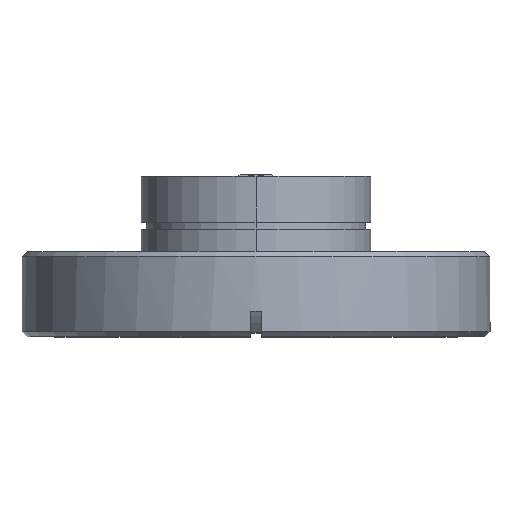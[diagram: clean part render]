
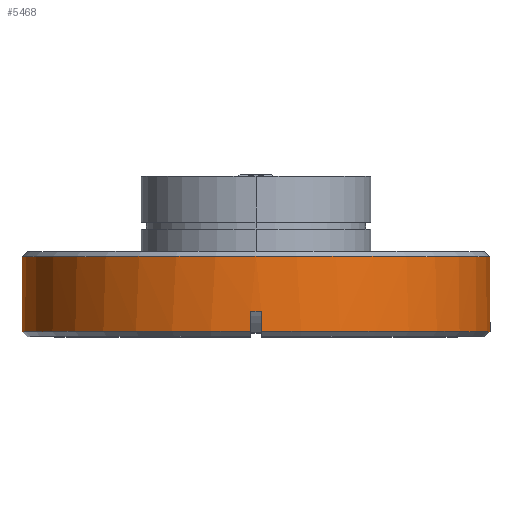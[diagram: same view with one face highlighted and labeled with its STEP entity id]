
A CAD part, top view. The second image highlights one B-rep face of the part: STEP entity #5468.
In plain terms, the highlighted cylindrical face has radius 34.925 mm (diameter 69.85 mm), a partial arc.
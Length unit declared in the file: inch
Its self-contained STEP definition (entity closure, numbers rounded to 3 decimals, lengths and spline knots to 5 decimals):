
#78 = B_SPLINE_CURVE_WITH_KNOTS ( 'NONE', 3,
 ( #899, #893, #865, #862 ),
 .UNSPECIFIED., .F., .F.,
 ( 4, 4 ),
 ( 0.0269, 0.02848 ),
 .UNSPECIFIED. ) ;
#361 = DIRECTION ( 'NONE',  ( 0., 1., 0. ) ) ;
#362 = CARTESIAN_POINT ( 'NONE',  ( 0.031, 0., 1.32349 ) ) ;
#434 = ORIENTED_EDGE ( 'NONE', *, *, #2831, .T. ) ;
#454 = ORIENTED_EDGE ( 'NONE', *, *, #2819, .F. ) ;
#461 = ORIENTED_EDGE ( 'NONE', *, *, #2833, .T. ) ;
#463 = ORIENTED_EDGE ( 'NONE', *, *, #2720, .F. ) ;
#477 = ORIENTED_EDGE ( 'NONE', *, *, #2730, .F. ) ;
#537 = AXIS2_PLACEMENT_3D ( 'NONE', #1804, #1803, #1800 ) ;
#856 = CARTESIAN_POINT ( 'NONE',  ( 0., -0.03, -0.05116 ) ) ;
#862 = CARTESIAN_POINT ( 'NONE',  ( -0.031, -0.35212, 1.32349 ) ) ;
#865 = CARTESIAN_POINT ( 'NONE',  ( -0.01032, -0.35206, 1.32396 ) ) ;
#866 = CARTESIAN_POINT ( 'NONE',  ( 0., -0.47, -0.05116 ) ) ;
#871 = DIRECTION ( 'NONE',  ( 0., 1., 0. ) ) ;
#872 = DIRECTION ( 'NONE',  ( 0., -1., 0. ) ) ;
#881 = CARTESIAN_POINT ( 'NONE',  ( -0.031, 0., 1.32349 ) ) ;
#889 = DIRECTION ( 'NONE',  ( 0., -1., 0. ) ) ;
#893 = CARTESIAN_POINT ( 'NONE',  ( 0.01035, -0.35206, 1.32396 ) ) ;
#899 = CARTESIAN_POINT ( 'NONE',  ( 0.031, -0.35212, 1.32349 ) ) ;
#904 = DIRECTION ( 'NONE',  ( -1., 0., 0. ) ) ;
#906 = DIRECTION ( 'NONE',  ( -1., 0., 0. ) ) ;
#997 = VERTEX_POINT ( 'NONE', #4310 ) ;
#1067 = VERTEX_POINT ( 'NONE', #5868 ) ;
#1073 = VERTEX_POINT ( 'NONE', #6007 ) ;
#1146 = CARTESIAN_POINT ( 'NONE',  ( -1.375, -0.47, -0.05116 ) ) ;
#1157 = CARTESIAN_POINT ( 'NONE',  ( 0.031, -0.47, 1.32349 ) ) ;
#1187 = CARTESIAN_POINT ( 'NONE',  ( -0.031, -0.47, 1.32349 ) ) ;
#1211 = CARTESIAN_POINT ( 'NONE',  ( 1.375, -0.03, -0.05116 ) ) ;
#1238 = CARTESIAN_POINT ( 'NONE',  ( 0.031, -0.35212, 1.32349 ) ) ;
#1366 = AXIS2_PLACEMENT_3D ( 'NONE', #4717, #4719, #4718 ) ;
#1436 = AXIS2_PLACEMENT_3D ( 'NONE', #856, #872, #904 ) ;
#1437 = AXIS2_PLACEMENT_3D ( 'NONE', #866, #889, #906 ) ;
#1800 = DIRECTION ( 'NONE',  ( -1., 0., 0. ) ) ;
#1803 = DIRECTION ( 'NONE',  ( 0., -1., 0. ) ) ;
#1804 = CARTESIAN_POINT ( 'NONE',  ( 0., 0., -0.05116 ) ) ;
#2715 = EDGE_CURVE ( 'NONE', #1067, #5059, #3716, .T. ) ;
#2720 = EDGE_CURVE ( 'NONE', #997, #5072, #3717, .T. ) ;
#2730 = EDGE_CURVE ( 'NONE', #5109, #997, #3735, .T. ) ;
#2819 = EDGE_CURVE ( 'NONE', #5072, #5062, #3841, .T. ) ;
#2831 = EDGE_CURVE ( 'NONE', #5109, #1067, #3856, .T. ) ;
#2832 = EDGE_CURVE ( 'NONE', #5102, #5059, #3858, .T. ) ;
#2833 = EDGE_CURVE ( 'NONE', #5102, #1073, #3859, .T. ) ;
#2834 = EDGE_CURVE ( 'NONE', #5062, #1073, #78, .T. ) ;
#3082 = EDGE_LOOP ( 'NONE', ( #477, #434, #5012, #5015, #461, #3083, #454, #463 ) ) ;
#3083 = ORIENTED_EDGE ( 'NONE', *, *, #2834, .F. ) ;
#3716 = LINE ( 'NONE', #5297, #3718 ) ;
#3717 = CIRCLE ( 'NONE', #1366, 1.375 ) ;
#3718 = VECTOR ( 'NONE', #5342, 39.37008 ) ;
#3735 = LINE ( 'NONE', #4729, #3737 ) ;
#3737 = VECTOR ( 'NONE', #4635, 39.37008 ) ;
#3841 = LINE ( 'NONE', #362, #3844 ) ;
#3844 = VECTOR ( 'NONE', #361, 39.37008 ) ;
#3856 = CIRCLE ( 'NONE', #1436, 1.375 ) ;
#3858 = CIRCLE ( 'NONE', #1437, 1.375 ) ;
#3859 = LINE ( 'NONE', #881, #3861 ) ;
#3861 = VECTOR ( 'NONE', #871, 39.37008 ) ;
#4297 = FACE_OUTER_BOUND ( 'NONE', #3082, .T. ) ;
#4301 = CYLINDRICAL_SURFACE ( 'NONE', #537, 1.375 ) ;
#4310 = CARTESIAN_POINT ( 'NONE',  ( 1.375, -0.47, -0.05116 ) ) ;
#4635 = DIRECTION ( 'NONE',  ( 0., -1., 0. ) ) ;
#4717 = CARTESIAN_POINT ( 'NONE',  ( 0., -0.47, -0.05116 ) ) ;
#4718 = DIRECTION ( 'NONE',  ( -1., 0., 0. ) ) ;
#4719 = DIRECTION ( 'NONE',  ( 0., -1., 0. ) ) ;
#4729 = CARTESIAN_POINT ( 'NONE',  ( 1.375, 0., -0.05116 ) ) ;
#5012 = ORIENTED_EDGE ( 'NONE', *, *, #2715, .T. ) ;
#5015 = ORIENTED_EDGE ( 'NONE', *, *, #2832, .F. ) ;
#5059 = VERTEX_POINT ( 'NONE', #1146 ) ;
#5062 = VERTEX_POINT ( 'NONE', #1238 ) ;
#5072 = VERTEX_POINT ( 'NONE', #1157 ) ;
#5102 = VERTEX_POINT ( 'NONE', #1187 ) ;
#5109 = VERTEX_POINT ( 'NONE', #1211 ) ;
#5297 = CARTESIAN_POINT ( 'NONE',  ( -1.375, 0., -0.05116 ) ) ;
#5342 = DIRECTION ( 'NONE',  ( 0., -1., 0. ) ) ;
#5468 = ADVANCED_FACE ( 'NONE', ( #4297 ), #4301, .T. ) ;
#5868 = CARTESIAN_POINT ( 'NONE',  ( -1.375, -0.03, -0.05116 ) ) ;
#6007 = CARTESIAN_POINT ( 'NONE',  ( -0.031, -0.35212, 1.32349 ) ) ;
